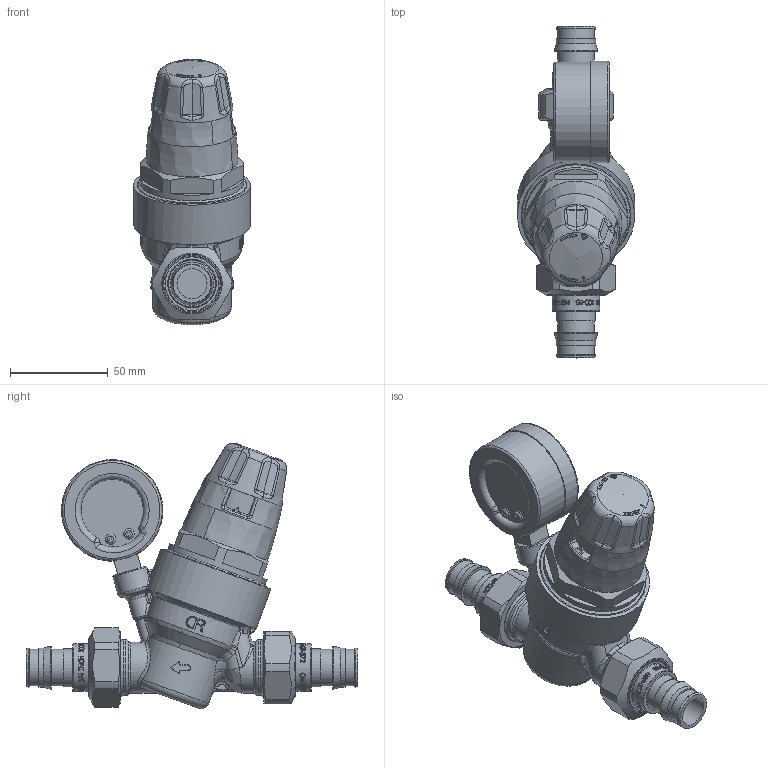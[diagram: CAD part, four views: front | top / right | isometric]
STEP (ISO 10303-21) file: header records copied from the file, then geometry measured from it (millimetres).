
FILE_DESCRIPTION(/* description */ (''),/* implementation_level */ '2;1');
FILE_NAME(/* name */ '535551HA_Simplify_1.stp',/* time_stamp */ '2025-08-19T09:17:56-05:00',/* author */ ('ischreiner'),/* organization */ (''),/* preprocessor_version */ 'ST-DEVELOPER v20',/* originating_system */ 'Autodesk Inventor 2025',/* authorisation */ '');
FILE_SCHEMA (('AUTOMOTIVE_DESIGN { 1 0 10303 214 3 1 1 }'));
Products named in the file (1): 535551HA_Simplify_1
Bounding box: 59.99 x 169.96 x 135.88 mm (x, y, z)
Volume: 341499.7 mm3; surface area: 62051.5 mm2
Topology: 6 solids, 6 shells, 1870 faces, 4901 edges, 3136 vertices
Faces by surface type: bspline 756, plane 658, cylinder 275, torus 98, cone 44, sphere 39
Full cylindrical faces by diameter (mm): 1.089 x2, 2.723 x1, 3.81 x1, 5.3 x2, 7.95 x1, 10.16 x1, 15.367 x2, 18 x1, 18.745 x4, 19.609 x2, 19.99 x2, 20.091 x2, 24.384 x2, 26 x1, 26.924 x2, 27.686 x2, 28.5 x2, 29.972 x2, 30.302 x2, 33.1 x2, 44 x1, 51 x1, 52 x1, 53 x1, 60 x1
Entity records: 92029 total; most frequent: CARTESIAN_POINT 48085, ORIENTED_EDGE 9744, DIRECTION 7162, EDGE_CURVE 4872, VERTEX_POINT 3136, AXIS2_PLACEMENT_3D 2672, EDGE_LOOP 2000, STYLED_ITEM 1876
